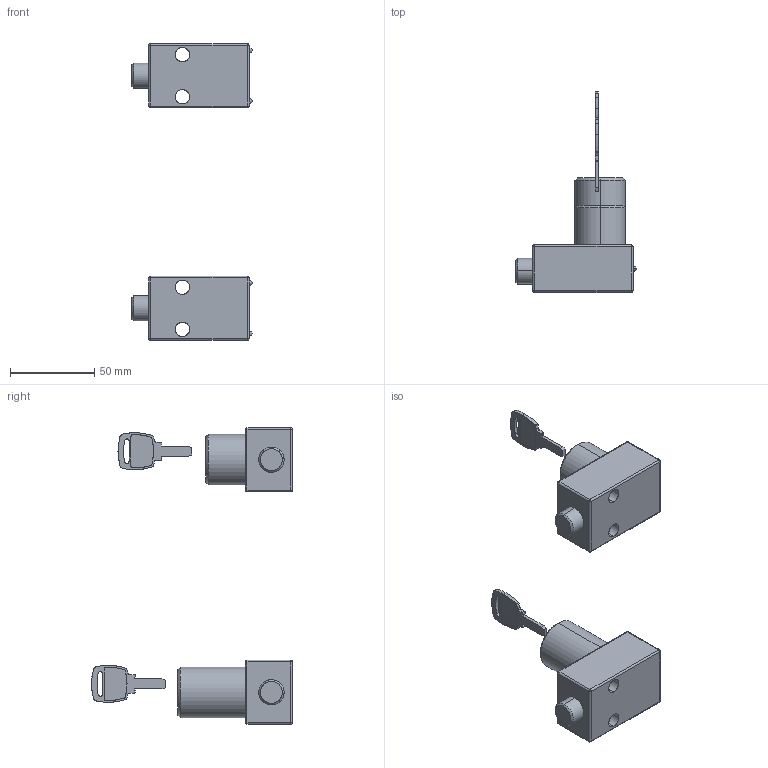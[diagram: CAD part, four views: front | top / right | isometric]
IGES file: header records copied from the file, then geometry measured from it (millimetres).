
Start section: SolidWorks IGES file using analytic representation for surfaces
Global section: file name: KC-500R-Assembly.IGS; native system: SolidWorks 2020; preprocessor: SolidWorks 2020; author: KONGJIN; date: 220115.125350; units: millimetre
Bounding box: 71.35 x 119.26 x 176 mm (x, y, z)
Surface area: 36221.5 mm2 (no closed solid volume)
Topology: 0 solids, 0 shells, 2504 faces, 26078 edges, 26052 vertices
Faces by surface type: bspline 2340, revolution 164
